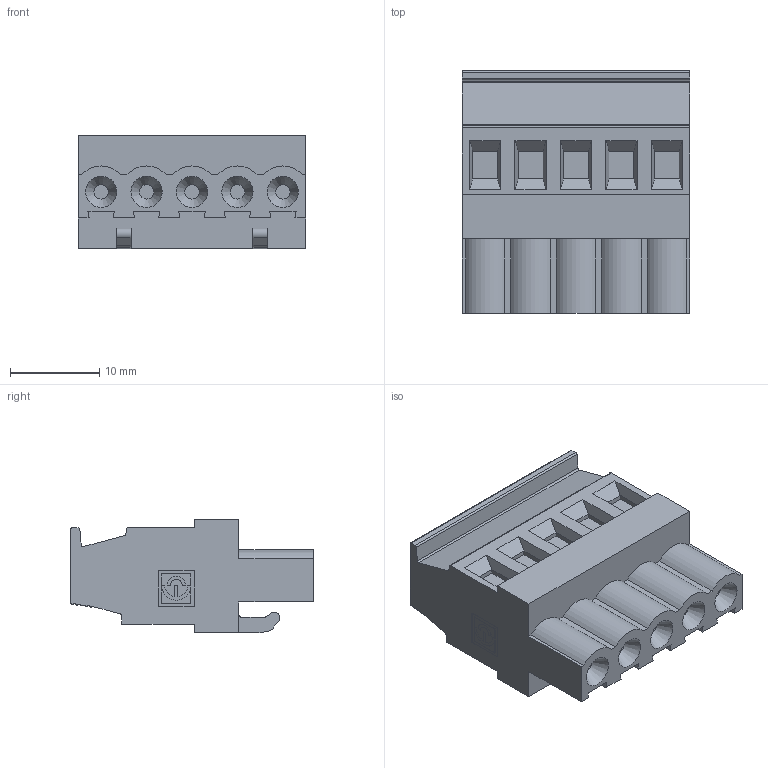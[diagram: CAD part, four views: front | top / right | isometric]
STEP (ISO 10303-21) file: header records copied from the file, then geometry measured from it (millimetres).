
FILE_DESCRIPTION(('STEP AP214'),'1');
FILE_NAME('SV05-5,08-P.stp','2020-05-11T07:28:12',(' '),(' '),'Spatial InterOp 3D',' ',' ');
FILE_SCHEMA(('automotive_design'));
Length unit declared in the file: metre
Products named in the file (1): 1
Bounding box: 25.4 x 27.1 x 12.7 mm (x, y, z)
Volume: 5700.4 mm3; surface area: 3014.7 mm2
Topology: 1 solids, 1 shells, 208 faces, 535 edges, 348 vertices
Faces by surface type: plane 157, cylinder 45, cone 5, extrusion 1
Full cylindrical faces by diameter (mm): 1.6 x5, 4 x5
Entity records: 7780 total; most frequent: CARTESIAN_POINT 1083, DIRECTION 1027, ORIENTED_EDGE 1020, EDGE_CURVE 510, VECTOR 391, LINE 390, VERTEX_POINT 338, AXIS2_PLACEMENT_3D 318
